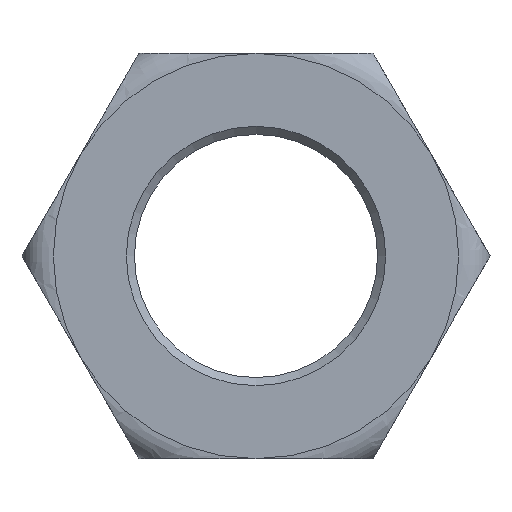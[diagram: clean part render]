
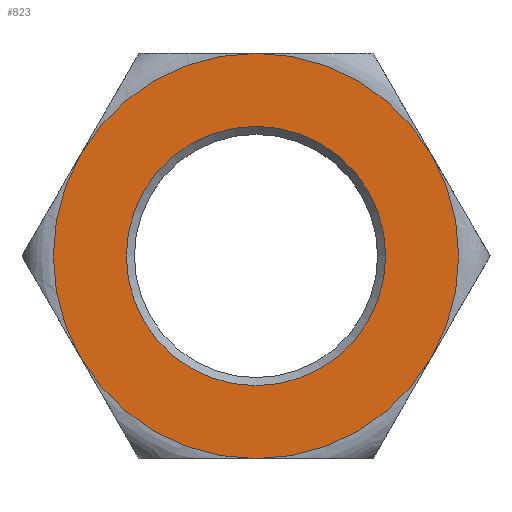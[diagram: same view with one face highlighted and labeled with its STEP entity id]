
A CAD part, front view. The second image highlights one B-rep face of the part: STEP entity #823.
In plain terms, the highlighted planar face has unit normal (0, -1, 0).
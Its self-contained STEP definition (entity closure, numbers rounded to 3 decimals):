
#2 = VERTEX_POINT ( 'NONE', #77 ) ;
#30 = DIRECTION ( 'NONE',  ( 1., 0., 0. ) ) ;
#35 = VERTEX_POINT ( 'NONE', #1091 ) ;
#36 = AXIS2_PLACEMENT_3D ( 'NONE', #1049, #1129, #938 ) ;
#42 = EDGE_CURVE ( 'NONE', #692, #1070, #411, .T. ) ;
#68 = CIRCLE ( 'NONE', #794, 37.5 ) ;
#71 = EDGE_CURVE ( 'NONE', #1205, #1270, #308, .T. ) ;
#77 = CARTESIAN_POINT ( 'NONE',  ( 32.476, -19., 18.75 ) ) ;
#88 = ORIENTED_EDGE ( 'NONE', *, *, #476, .T. ) ;
#119 = LINE ( 'NONE', #1071, #135 ) ;
#127 = DIRECTION ( 'NONE',  ( -1., 0., 0. ) ) ;
#135 = VECTOR ( 'NONE', #1065, 1000. ) ;
#185 = VECTOR ( 'NONE', #127, 1000. ) ;
#203 = VECTOR ( 'NONE', #292, 1000. ) ;
#220 = CARTESIAN_POINT ( 'NONE',  ( 32.476, -19., -18.75 ) ) ;
#239 = EDGE_CURVE ( 'NONE', #478, #1076, #119, .T. ) ;
#243 = ORIENTED_EDGE ( 'NONE', *, *, #464, .F. ) ;
#255 = DIRECTION ( 'NONE',  ( 0., 1., 0. ) ) ;
#256 = FACE_OUTER_BOUND ( 'NONE', #1263, .T. ) ;
#266 = VECTOR ( 'NONE', #969, 1000. ) ;
#270 = DIRECTION ( 'NONE',  ( 0., 0., 1. ) ) ;
#279 = DIRECTION ( 'NONE',  ( 0., 1., 0. ) ) ;
#281 = DIRECTION ( 'NONE',  ( 1., 0., 0. ) ) ;
#290 = CARTESIAN_POINT ( 'NONE',  ( 32.476, -19., -18.75 ) ) ;
#292 = DIRECTION ( 'NONE',  ( 0.5, 0., 0.866 ) ) ;
#308 = CIRCLE ( 'NONE', #36, 37.5 ) ;
#322 = DIRECTION ( 'NONE',  ( 0., 1., 0. ) ) ;
#323 = LINE ( 'NONE', #957, #266 ) ;
#335 = AXIS2_PLACEMENT_3D ( 'NONE', #845, #322, #1268 ) ;
#345 = CARTESIAN_POINT ( 'NONE',  ( 0., -19., -37.5 ) ) ;
#353 = DIRECTION ( 'NONE',  ( 0., 1., 0. ) ) ;
#357 = EDGE_CURVE ( 'NONE', #1076, #2, #719, .T. ) ;
#363 = CARTESIAN_POINT ( 'NONE',  ( 21.651, -19., -37.5 ) ) ;
#365 = ORIENTED_EDGE ( 'NONE', *, *, #42, .F. ) ;
#411 = LINE ( 'NONE', #817, #203 ) ;
#440 = CIRCLE ( 'NONE', #335, 37.5 ) ;
#445 = AXIS2_PLACEMENT_3D ( 'NONE', #887, #255, #281 ) ;
#452 = ORIENTED_EDGE ( 'NONE', *, *, #1349, .F. ) ;
#462 = VERTEX_POINT ( 'NONE', #345 ) ;
#464 = EDGE_CURVE ( 'NONE', #1081, #875, #323, .T. ) ;
#476 = EDGE_CURVE ( 'NONE', #35, #35, #1190, .T. ) ;
#478 = VERTEX_POINT ( 'NONE', #1165 ) ;
#485 = CARTESIAN_POINT ( 'NONE',  ( -32.476, -19., -18.75 ) ) ;
#532 = VECTOR ( 'NONE', #989, 1000. ) ;
#535 = CARTESIAN_POINT ( 'NONE',  ( 0., -19., 0. ) ) ;
#548 = VERTEX_POINT ( 'NONE', #926 ) ;
#555 = CARTESIAN_POINT ( 'NONE',  ( -32.476, -19., -18.75 ) ) ;
#568 = FACE_BOUND ( 'NONE', #959, .T. ) ;
#569 = AXIS2_PLACEMENT_3D ( 'NONE', #1158, #847, #853 ) ;
#584 = ORIENTED_EDGE ( 'NONE', *, *, #357, .F. ) ;
#592 = ORIENTED_EDGE ( 'NONE', *, *, #239, .F. ) ;
#594 = LINE ( 'NONE', #900, #532 ) ;
#597 = AXIS2_PLACEMENT_3D ( 'NONE', #535, #353, #30 ) ;
#638 = DIRECTION ( 'NONE',  ( 0., 1., 0. ) ) ;
#652 = EDGE_CURVE ( 'NONE', #1255, #548, #68, .T. ) ;
#661 = ORIENTED_EDGE ( 'NONE', *, *, #808, .F. ) ;
#663 = CIRCLE ( 'NONE', #597, 37.5 ) ;
#685 = ORIENTED_EDGE ( 'NONE', *, *, #742, .F. ) ;
#687 = PLANE ( 'NONE',  #1299 ) ;
#692 = VERTEX_POINT ( 'NONE', #747 ) ;
#719 = CIRCLE ( 'NONE', #445, 37.5 ) ;
#742 = EDGE_CURVE ( 'NONE', #548, #462, #967, .T. ) ;
#747 = CARTESIAN_POINT ( 'NONE',  ( -32.476, -19., 18.75 ) ) ;
#781 = DIRECTION ( 'NONE',  ( 1., 0., 0. ) ) ;
#794 = AXIS2_PLACEMENT_3D ( 'NONE', #1078, #638, #1176 ) ;
#798 = DIRECTION ( 'NONE',  ( 0., 1., 0. ) ) ;
#808 = EDGE_CURVE ( 'NONE', #2, #1205, #594, .T. ) ;
#810 = ORIENTED_EDGE ( 'NONE', *, *, #652, .F. ) ;
#817 = CARTESIAN_POINT ( 'NONE',  ( -43.301, -19., 0. ) ) ;
#823 = ADVANCED_FACE ( 'NONE', ( #568, #256 ), #687, .F. ) ;
#845 = CARTESIAN_POINT ( 'NONE',  ( 0., -19., 0. ) ) ;
#847 = DIRECTION ( 'NONE',  ( 0., 1., 0. ) ) ;
#853 = DIRECTION ( 'NONE',  ( 0., 0., 1. ) ) ;
#854 = CARTESIAN_POINT ( 'NONE',  ( 0., -19., 37.5 ) ) ;
#875 = VERTEX_POINT ( 'NONE', #485 ) ;
#881 = ORIENTED_EDGE ( 'NONE', *, *, #1232, .F. ) ;
#887 = CARTESIAN_POINT ( 'NONE',  ( 0., -19., 0. ) ) ;
#892 = CARTESIAN_POINT ( 'NONE',  ( 32.476, -19., 18.75 ) ) ;
#900 = CARTESIAN_POINT ( 'NONE',  ( 21.651, -19., 37.5 ) ) ;
#906 = CARTESIAN_POINT ( 'NONE',  ( 43.301, -19., 0. ) ) ;
#926 = CARTESIAN_POINT ( 'NONE',  ( 0., -19., -37.5 ) ) ;
#938 = DIRECTION ( 'NONE',  ( 1., 0., 0. ) ) ;
#957 = CARTESIAN_POINT ( 'NONE',  ( -21.651, -19., -37.5 ) ) ;
#959 = EDGE_LOOP ( 'NONE', ( #88 ) ) ;
#967 = LINE ( 'NONE', #363, #185 ) ;
#969 = DIRECTION ( 'NONE',  ( -0.5, 0., 0.866 ) ) ;
#989 = DIRECTION ( 'NONE',  ( 0.5, 0., -0.866 ) ) ;
#1039 = DIRECTION ( 'NONE',  ( -0.5, 0., -0.866 ) ) ;
#1043 = ORIENTED_EDGE ( 'NONE', *, *, #1184, .F. ) ;
#1049 = CARTESIAN_POINT ( 'NONE',  ( 0., -19., 0. ) ) ;
#1065 = DIRECTION ( 'NONE',  ( 1., 0., 0. ) ) ;
#1070 = VERTEX_POINT ( 'NONE', #1277 ) ;
#1071 = CARTESIAN_POINT ( 'NONE',  ( -21.651, -19., 37.5 ) ) ;
#1076 = VERTEX_POINT ( 'NONE', #854 ) ;
#1078 = CARTESIAN_POINT ( 'NONE',  ( 0., -19., 0. ) ) ;
#1081 = VERTEX_POINT ( 'NONE', #555 ) ;
#1084 = EDGE_CURVE ( 'NONE', #1070, #478, #663, .T. ) ;
#1091 = CARTESIAN_POINT ( 'NONE',  ( 0., -19., 24. ) ) ;
#1101 = CARTESIAN_POINT ( 'NONE',  ( 0., -19., 0. ) ) ;
#1103 = CARTESIAN_POINT ( 'NONE',  ( 0., -19., 0. ) ) ;
#1113 = ORIENTED_EDGE ( 'NONE', *, *, #1084, .F. ) ;
#1123 = ORIENTED_EDGE ( 'NONE', *, *, #71, .F. ) ;
#1129 = DIRECTION ( 'NONE',  ( 0., 1., 0. ) ) ;
#1153 = AXIS2_PLACEMENT_3D ( 'NONE', #1101, #279, #781 ) ;
#1158 = CARTESIAN_POINT ( 'NONE',  ( 0., -19., 0. ) ) ;
#1165 = CARTESIAN_POINT ( 'NONE',  ( 0., -19., 37.5 ) ) ;
#1176 = DIRECTION ( 'NONE',  ( 1., 0., 0. ) ) ;
#1178 = VECTOR ( 'NONE', #1039, 1000. ) ;
#1184 = EDGE_CURVE ( 'NONE', #875, #692, #1351, .T. ) ;
#1190 = CIRCLE ( 'NONE', #569, 24. ) ;
#1205 = VERTEX_POINT ( 'NONE', #892 ) ;
#1232 = EDGE_CURVE ( 'NONE', #1270, #1255, #1251, .T. ) ;
#1251 = LINE ( 'NONE', #906, #1178 ) ;
#1255 = VERTEX_POINT ( 'NONE', #290 ) ;
#1263 = EDGE_LOOP ( 'NONE', ( #810, #881, #1123, #661, #584, #592, #1113, #365, #1043, #243, #452, #685 ) ) ;
#1268 = DIRECTION ( 'NONE',  ( 1., 0., 0. ) ) ;
#1270 = VERTEX_POINT ( 'NONE', #220 ) ;
#1277 = CARTESIAN_POINT ( 'NONE',  ( -32.476, -19., 18.75 ) ) ;
#1299 = AXIS2_PLACEMENT_3D ( 'NONE', #1103, #798, #270 ) ;
#1349 = EDGE_CURVE ( 'NONE', #462, #1081, #440, .T. ) ;
#1351 = CIRCLE ( 'NONE', #1153, 37.5 ) ;
